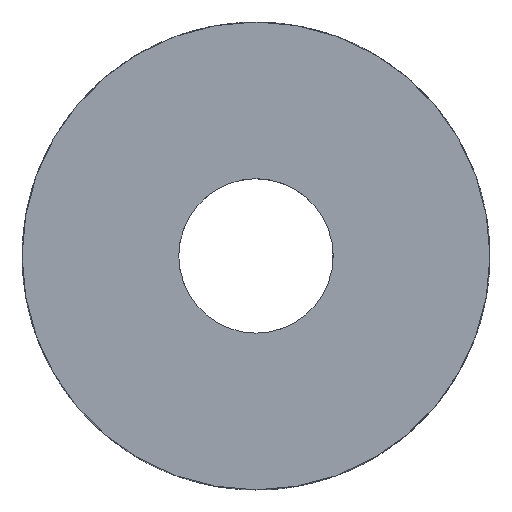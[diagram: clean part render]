
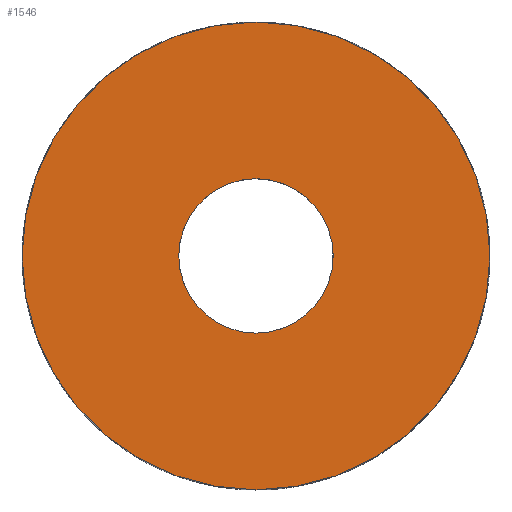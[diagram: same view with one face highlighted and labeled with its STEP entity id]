
A CAD part, top view. The second image highlights one B-rep face of the part: STEP entity #1546.
In plain terms, the highlighted planar face has unit normal (0, 0, 1).
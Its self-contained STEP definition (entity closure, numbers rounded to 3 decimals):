
#15=FACE_BOUND('',#281,.T.);
#200=FACE_OUTER_BOUND('',#280,.T.);
#280=EDGE_LOOP('',(#1386,#1387));
#281=EDGE_LOOP('',(#1388,#1389));
#517=CIRCLE('',#1768,3.3);
#518=CIRCLE('',#1769,3.3);
#519=CIRCLE('',#1771,10.);
#520=CIRCLE('',#1772,10.);
#675=VERTEX_POINT('',#2770);
#676=VERTEX_POINT('',#2772);
#677=VERTEX_POINT('',#2776);
#678=VERTEX_POINT('',#2778);
#911=EDGE_CURVE('',#675,#676,#517,.T.);
#912=EDGE_CURVE('',#676,#675,#518,.T.);
#914=EDGE_CURVE('',#678,#677,#519,.T.);
#915=EDGE_CURVE('',#677,#678,#520,.T.);
#1386=ORIENTED_EDGE('',*,*,#914,.T.);
#1387=ORIENTED_EDGE('',*,*,#915,.T.);
#1388=ORIENTED_EDGE('',*,*,#912,.F.);
#1389=ORIENTED_EDGE('',*,*,#911,.F.);
#1466=PLANE('',#1773);
#1546=ADVANCED_FACE('',(#200,#15),#1466,.T.);
#1768=AXIS2_PLACEMENT_3D('',#2773,#2293,#2294);
#1769=AXIS2_PLACEMENT_3D('',#2774,#2295,#2296);
#1771=AXIS2_PLACEMENT_3D('',#2779,#2300,#2301);
#1772=AXIS2_PLACEMENT_3D('',#2780,#2302,#2303);
#1773=AXIS2_PLACEMENT_3D('',#2781,#2304,#2305);
#2293=DIRECTION('center_axis',(0.,0.,1.));
#2294=DIRECTION('ref_axis',(1.,0.,0.));
#2295=DIRECTION('center_axis',(0.,0.,1.));
#2296=DIRECTION('ref_axis',(1.,0.,0.));
#2300=DIRECTION('center_axis',(0.,0.,1.));
#2301=DIRECTION('ref_axis',(1.,0.,0.));
#2302=DIRECTION('center_axis',(0.,0.,1.));
#2303=DIRECTION('ref_axis',(1.,0.,0.));
#2304=DIRECTION('center_axis',(0.,0.,1.));
#2305=DIRECTION('ref_axis',(1.,0.,0.));
#2770=CARTESIAN_POINT('',(-30.993,0.,0.));
#2772=CARTESIAN_POINT('',(-24.393,0.,0.));
#2773=CARTESIAN_POINT('Origin',(-27.693,0.,0.));
#2774=CARTESIAN_POINT('Origin',(-27.693,0.,0.));
#2776=CARTESIAN_POINT('',(-37.693,0.,0.));
#2778=CARTESIAN_POINT('',(-17.693,0.,0.));
#2779=CARTESIAN_POINT('Origin',(-27.693,0.,0.));
#2780=CARTESIAN_POINT('Origin',(-27.693,0.,0.));
#2781=CARTESIAN_POINT('Origin',(-27.693,0.,0.));
